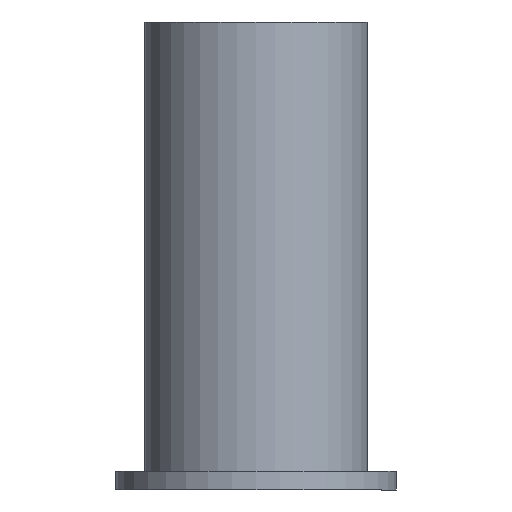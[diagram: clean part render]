
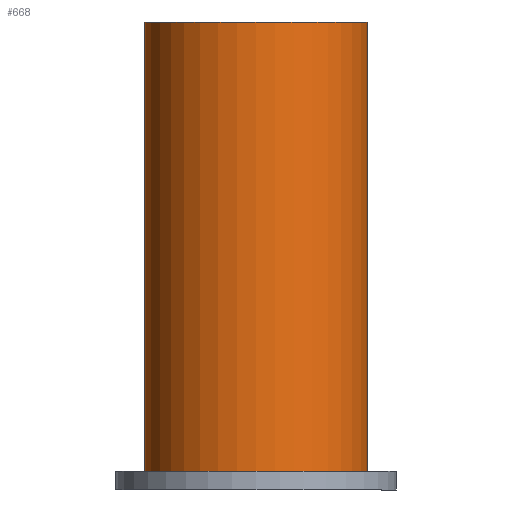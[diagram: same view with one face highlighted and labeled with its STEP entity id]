
A CAD part, left-side view. The second image highlights one B-rep face of the part: STEP entity #668.
In plain terms, the highlighted cylindrical face has radius 59.5 mm (diameter 119 mm), a partial arc.
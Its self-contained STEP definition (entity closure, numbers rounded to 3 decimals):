
#23 = ORIENTED_EDGE ( 'NONE', *, *, #338, .F. ) ;
#54 = ORIENTED_EDGE ( 'NONE', *, *, #510, .T. ) ;
#71 = VERTEX_POINT ( 'NONE', #108 ) ;
#108 = CARTESIAN_POINT ( 'NONE',  ( 0., -59.5, 10. ) ) ;
#131 = CARTESIAN_POINT ( 'NONE',  ( 0., 59.5, 250. ) ) ;
#181 = CIRCLE ( 'NONE', #511, 59.5 ) ;
#184 = AXIS2_PLACEMENT_3D ( 'NONE', #514, #725, #502 ) ;
#202 = ORIENTED_EDGE ( 'NONE', *, *, #582, .F. ) ;
#204 = CARTESIAN_POINT ( 'NONE',  ( 0., -59.5, 250. ) ) ;
#218 = VECTOR ( 'NONE', #237, 1000. ) ;
#233 = CARTESIAN_POINT ( 'NONE',  ( 0., 0., 10. ) ) ;
#237 = DIRECTION ( 'NONE',  ( 0., 0., -1. ) ) ;
#247 = DIRECTION ( 'NONE',  ( 0., 0., -1. ) ) ;
#259 = FACE_OUTER_BOUND ( 'NONE', #521, .T. ) ;
#292 = CARTESIAN_POINT ( 'NONE',  ( 0., -59.5, 250. ) ) ;
#305 = VERTEX_POINT ( 'NONE', #362 ) ;
#338 = EDGE_CURVE ( 'NONE', #711, #71, #356, .T. ) ;
#356 = LINE ( 'NONE', #292, #218 ) ;
#362 = CARTESIAN_POINT ( 'NONE',  ( 0., 59.5, 10. ) ) ;
#383 = CARTESIAN_POINT ( 'NONE',  ( 0., 59.5, 250. ) ) ;
#485 = LINE ( 'NONE', #383, #675 ) ;
#502 = DIRECTION ( 'NONE',  ( 0., 1., 0. ) ) ;
#510 = EDGE_CURVE ( 'NONE', #305, #71, #181, .T. ) ;
#511 = AXIS2_PLACEMENT_3D ( 'NONE', #233, #749, #684 ) ;
#514 = CARTESIAN_POINT ( 'NONE',  ( 0., 0., 250. ) ) ;
#520 = CYLINDRICAL_SURFACE ( 'NONE', #184, 59.5 ) ;
#521 = EDGE_LOOP ( 'NONE', ( #23, #202, #738, #54 ) ) ;
#523 = DIRECTION ( 'NONE',  ( 0., -1., 0. ) ) ;
#568 = EDGE_CURVE ( 'NONE', #635, #305, #485, .T. ) ;
#582 = EDGE_CURVE ( 'NONE', #635, #711, #795, .T. ) ;
#635 = VERTEX_POINT ( 'NONE', #131 ) ;
#668 = ADVANCED_FACE ( 'NONE', ( #259 ), #520, .T. ) ;
#675 = VECTOR ( 'NONE', #247, 1000. ) ;
#684 = DIRECTION ( 'NONE',  ( 0., -1., 0. ) ) ;
#711 = VERTEX_POINT ( 'NONE', #204 ) ;
#722 = DIRECTION ( 'NONE',  ( 0., 0., 1. ) ) ;
#725 = DIRECTION ( 'NONE',  ( 0., 0., -1. ) ) ;
#738 = ORIENTED_EDGE ( 'NONE', *, *, #568, .T. ) ;
#749 = DIRECTION ( 'NONE',  ( 0., 0., 1. ) ) ;
#773 = CARTESIAN_POINT ( 'NONE',  ( 0., 0., 250. ) ) ;
#775 = AXIS2_PLACEMENT_3D ( 'NONE', #773, #722, #523 ) ;
#795 = CIRCLE ( 'NONE', #775, 59.5 ) ;
